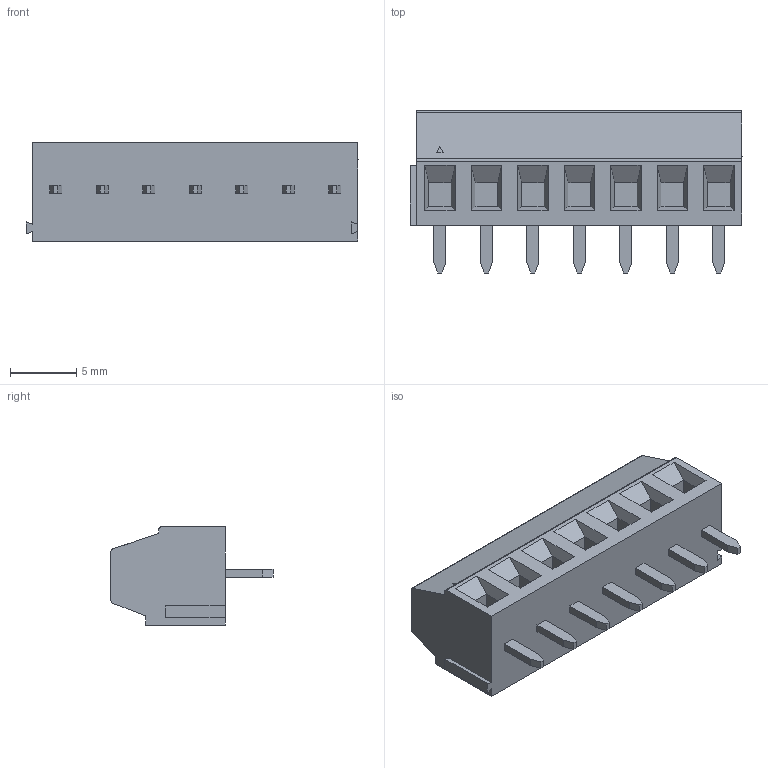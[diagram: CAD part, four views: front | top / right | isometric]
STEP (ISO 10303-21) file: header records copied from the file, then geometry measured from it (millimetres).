
FILE_DESCRIPTION (( 'STEP AP214' ), '1' );
FILE_NAME ('DG381-3.5-07P-14-00AH.STEP', '2021-01-07T17:41:57', ( '' ), ( '' ), 'SwSTEP 2.0', 'SolidWorks 2020', '' );
FILE_SCHEMA (( 'AUTOMOTIVE_DESIGN' ));
Length unit declared in the file: millimetre
Products named in the file (1): DG381-3.5-07P-14-00AH
Bounding box: 25 x 12.2 x 7.4 mm (x, y, z)
Volume: 1188 mm3; surface area: 1436.7 mm2
Topology: 1 solids, 1 shells, 643 faces, 1659 edges, 1071 vertices
Faces by surface type: plane 386, bspline 177, cylinder 45, torus 35
Entity records: 33027 total; most frequent: CARTESIAN_POINT 13603, ORIENTED_EDGE 3318, DIRECTION 2427, EDGE_CURVE 1659, VECTOR 1089, LINE 1089, VERTEX_POINT 1071, EDGE_LOOP 696
